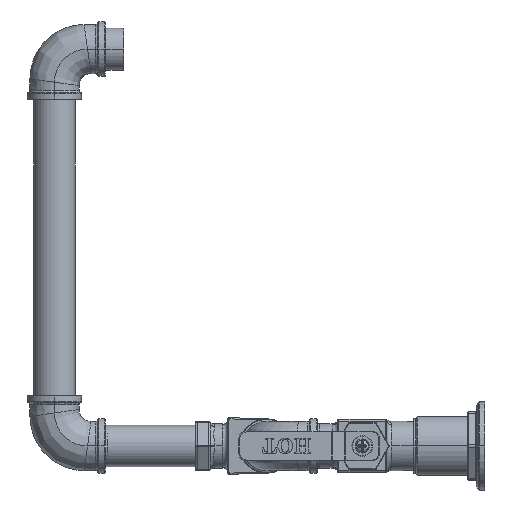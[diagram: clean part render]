
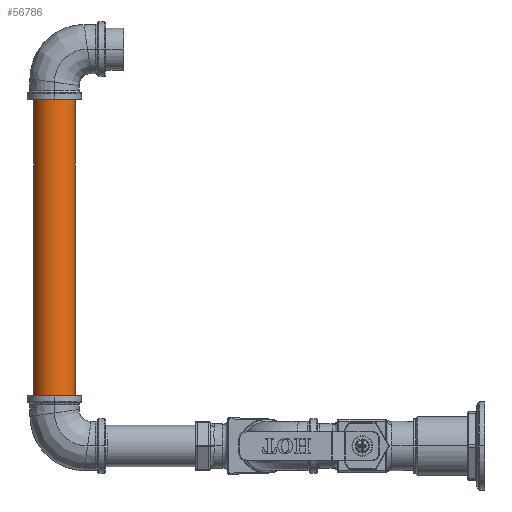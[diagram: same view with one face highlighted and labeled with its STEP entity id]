
A CAD part, left-side view. The second image highlights one B-rep face of the part: STEP entity #56786.
In plain terms, the highlighted cylindrical face has radius 13.462 mm (diameter 26.924 mm), a partial arc.
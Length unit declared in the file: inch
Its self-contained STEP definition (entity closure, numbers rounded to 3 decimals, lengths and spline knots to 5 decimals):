
#53980=DIRECTION('',(0.,0.,1.));
#53981=VECTOR('',#53980,7.48);
#53982=CARTESIAN_POINT('',(0.,10.3675,1.2875));
#53983=LINE('',#53982,#53981);
#53987=CARTESIAN_POINT('',(0.,10.8975,8.7675));
#53988=DIRECTION('',(0.,0.,1.));
#53989=DIRECTION('',(0.,1.,0.));
#53990=AXIS2_PLACEMENT_3D('',#53987,#53988,#53989);
#53995=DIRECTION('',(0.,0.,1.));
#53996=VECTOR('',#53995,7.48);
#53997=CARTESIAN_POINT('',(0.,11.4275,1.2875));
#53998=LINE('',#53997,#53996);
#54026=CARTESIAN_POINT('',(0.,10.8975,1.2875));
#54027=DIRECTION('',(0.,0.,1.));
#54028=DIRECTION('',(0.,1.,0.));
#54029=AXIS2_PLACEMENT_3D('',#54026,#54027,#54028);
#55544=CARTESIAN_POINT('',(0.,10.3675,1.2875));
#55545=CARTESIAN_POINT('',(0.,11.4275,1.2875));
#55546=VERTEX_POINT('',#55544);
#55547=VERTEX_POINT('',#55545);
#55601=CARTESIAN_POINT('',(0.,10.3675,8.7675));
#55602=CARTESIAN_POINT('',(0.,11.4275,8.7675));
#55603=VERTEX_POINT('',#55601);
#55604=VERTEX_POINT('',#55602);
#56774=CARTESIAN_POINT('',(0.,10.8975,9.2775));
#56775=DIRECTION('',(0.,0.,1.));
#56776=DIRECTION('',(0.,-1.,0.));
#56777=AXIS2_PLACEMENT_3D('',#56774,#56775,#56776);
#56778=CYLINDRICAL_SURFACE('',#56777,0.53);
#56779=ORIENTED_EDGE('',*,*,#56716,.T.);
#56780=ORIENTED_EDGE('',*,*,#56757,.F.);
#56782=ORIENTED_EDGE('',*,*,#56781,.F.);
#56783=ORIENTED_EDGE('',*,*,#56753,.T.);
#56784=EDGE_LOOP('',(#56779,#56780,#56782,#56783));
#56785=FACE_OUTER_BOUND('',#56784,.F.);
#53991=CIRCLE('',#53990,0.53);
#54030=CIRCLE('',#54029,0.53);
#56716=EDGE_CURVE('',#55604,#55603,#53991,.T.);
#56753=EDGE_CURVE('',#55547,#55604,#53998,.T.);
#56757=EDGE_CURVE('',#55546,#55603,#53983,.T.);
#56781=EDGE_CURVE('',#55547,#55546,#54030,.T.);
#56786=ADVANCED_FACE('',(#56785),#56778,.T.);
